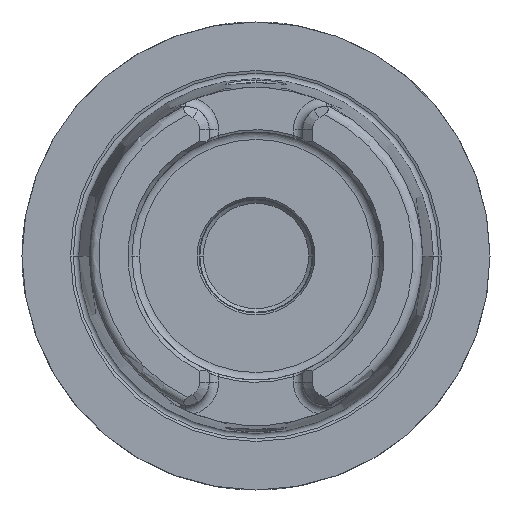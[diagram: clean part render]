
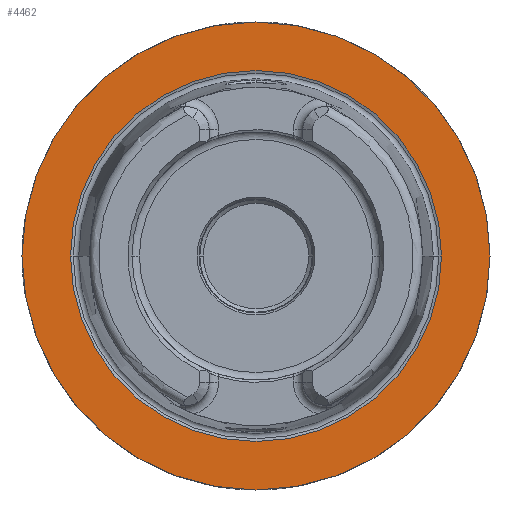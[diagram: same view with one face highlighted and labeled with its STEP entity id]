
A CAD part, left-side view. The second image highlights one B-rep face of the part: STEP entity #4462.
In plain terms, the highlighted planar face has unit normal (-1, 0, 0).
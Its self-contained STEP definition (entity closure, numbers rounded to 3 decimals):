
#905=CARTESIAN_POINT('',(0.,0.,0.));
#906=DIRECTION('',(1.,0.,0.));
#907=DIRECTION('',(0.,1.,0.));
#908=AXIS2_PLACEMENT_3D('',#905,#906,#907);
#910=CARTESIAN_POINT('',(0.,0.,0.));
#911=DIRECTION('',(-1.,0.,0.));
#912=DIRECTION('',(0.,1.,0.));
#913=AXIS2_PLACEMENT_3D('',#910,#911,#912);
#915=CARTESIAN_POINT('',(0.,0.,0.));
#916=DIRECTION('',(-1.,0.,0.));
#917=DIRECTION('',(0.,-1.,0.));
#918=AXIS2_PLACEMENT_3D('',#915,#916,#917);
#920=CARTESIAN_POINT('',(0.,0.,0.));
#921=DIRECTION('',(-1.,0.,0.));
#922=DIRECTION('',(0.,1.,0.));
#923=AXIS2_PLACEMENT_3D('',#920,#921,#922);
#3009=CARTESIAN_POINT('',(0.,50.,0.));
#3010=CARTESIAN_POINT('',(0.,-50.,0.));
#3011=VERTEX_POINT('',#3009);
#3012=VERTEX_POINT('',#3010);
#3037=CARTESIAN_POINT('',(0.,-39.632,0.));
#3038=VERTEX_POINT('',#3037);
#3039=CARTESIAN_POINT('',(0.,39.632,0.));
#3040=VERTEX_POINT('',#3039);
#4447=CARTESIAN_POINT('',(0.,0.,0.));
#4448=DIRECTION('',(1.,0.,0.));
#4449=DIRECTION('',(0.,-1.,0.));
#4450=AXIS2_PLACEMENT_3D('',#4447,#4448,#4449);
#4451=PLANE('',#4450);
#4453=ORIENTED_EDGE('',*,*,#4452,.T.);
#4455=ORIENTED_EDGE('',*,*,#4454,.F.);
#4456=EDGE_LOOP('',(#4453,#4455));
#4457=FACE_OUTER_BOUND('',#4456,.F.);
#4458=ORIENTED_EDGE('',*,*,#4442,.T.);
#4459=ORIENTED_EDGE('',*,*,#4426,.T.);
#4460=EDGE_LOOP('',(#4458,#4459));
#4461=FACE_BOUND('',#4460,.F.);
#4462=ADVANCED_FACE('',(#4457,#4461),#4451,.F.);
#909=CIRCLE('',#908,50.);
#914=CIRCLE('',#913,50.);
#919=CIRCLE('',#918,39.632);
#924=CIRCLE('',#923,39.632);
#4426=EDGE_CURVE('',#3040,#3038,#924,.T.);
#4442=EDGE_CURVE('',#3038,#3040,#919,.T.);
#4452=EDGE_CURVE('',#3011,#3012,#909,.T.);
#4454=EDGE_CURVE('',#3011,#3012,#914,.T.);
